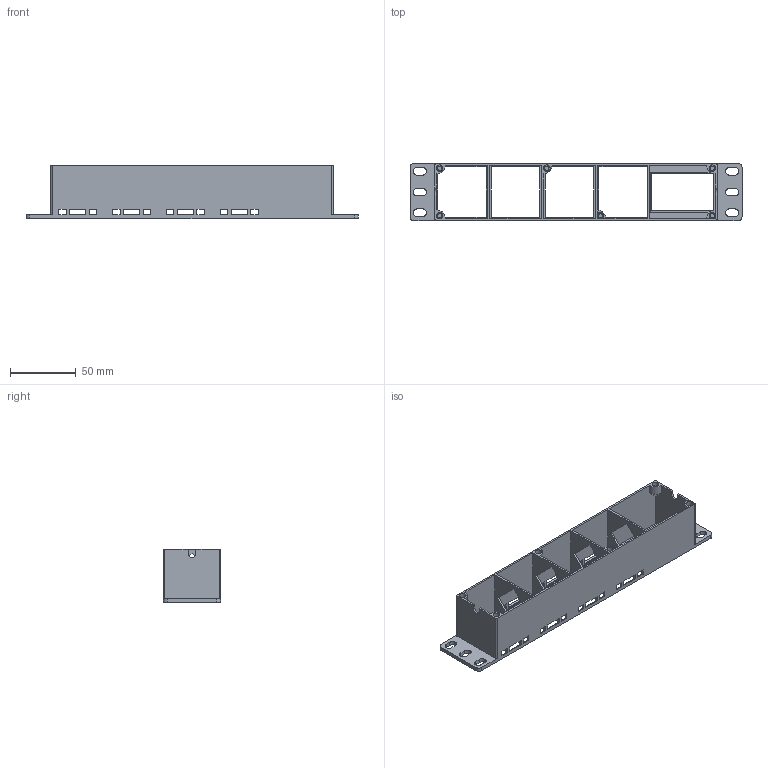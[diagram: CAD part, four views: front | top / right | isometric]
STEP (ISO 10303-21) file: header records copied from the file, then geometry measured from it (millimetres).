
FILE_DESCRIPTION(('FreeCAD Model'),'2;1');
FILE_NAME('Open CASCADE Shape Model','2025-05-01T12:03:50',(''),(''), 'Open CASCADE STEP processor 7.8','FreeCAD','Unknown');
FILE_SCHEMA(('AUTOMOTIVE_DESIGN { 1 0 10303 214 1 1 1 1 }'));
Length unit declared in the file: millimetre
Products named in the file (1): PDU with front sockets
Bounding box: 253 x 43.45 x 40.45 mm (x, y, z)
Volume: 42793.8 mm3; surface area: 57342.6 mm2
Topology: 1 solids, 1 shells, 306 faces, 873 edges, 581 vertices
Faces by surface type: plane 246, cylinder 54, cone 6
Full cylindrical faces by diameter (mm): 3.21 x6, 5 x6
Entity records: 10052 total; most frequent: CARTESIAN_POINT 1761, ORIENTED_EDGE 1746, DIRECTION 1608, EDGE_CURVE 873, LINE 752, VECTOR 752, VERTEX_POINT 581, AXIS2_PLACEMENT_3D 428
